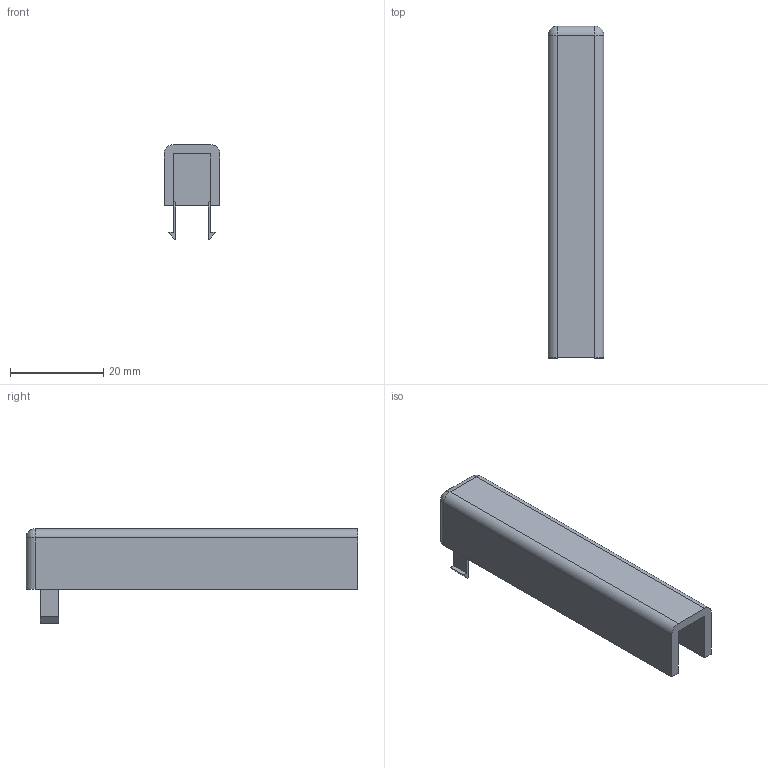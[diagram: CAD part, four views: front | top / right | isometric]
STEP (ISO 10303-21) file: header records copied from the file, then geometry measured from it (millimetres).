
FILE_DESCRIPTION (( 'STEP AP214' ), '1' );
FILE_NAME ('Conduit 100 right, new.STEP', '2023-07-12T01:38:12', ( '' ), ( '' ), 'SwSTEP 2.0', 'SolidWorks 2022', '' );
FILE_SCHEMA (( 'AUTOMOTIVE_DESIGN' ));
Length unit declared in the file: millimetre
Products named in the file (1): Conduit 100 right, new
Bounding box: 12 x 71.15 x 20.3 mm (x, y, z)
Volume: 4898.8 mm3; surface area: 5381.9 mm2
Topology: 1 solids, 1 shells, 33 faces, 85 edges, 52 vertices
Faces by surface type: plane 26, cylinder 5, sphere 2
Entity records: 1001 total; most frequent: CARTESIAN_POINT 169, ORIENTED_EDGE 166, DIRECTION 161, EDGE_CURVE 83, LINE 73, VECTOR 73, VERTEX_POINT 52, AXIS2_PLACEMENT_3D 44
